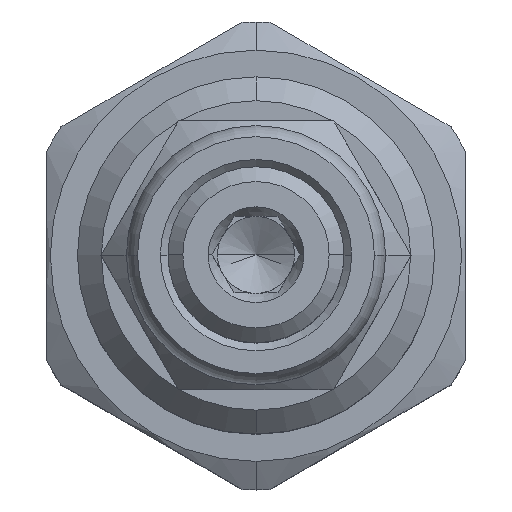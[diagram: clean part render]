
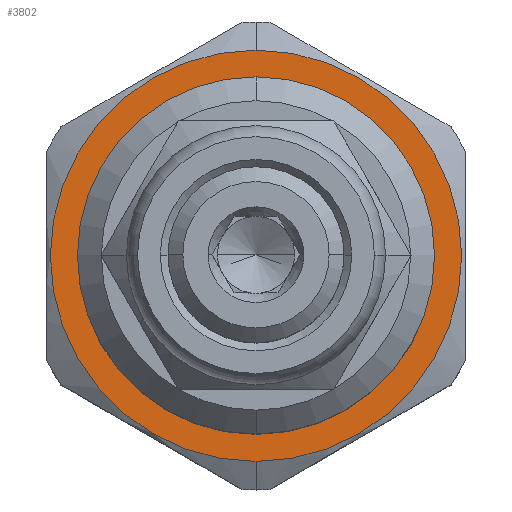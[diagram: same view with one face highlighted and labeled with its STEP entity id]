
A CAD part, top view. The second image highlights one B-rep face of the part: STEP entity #3802.
In plain terms, the highlighted planar face has unit normal (0, 0, 1).
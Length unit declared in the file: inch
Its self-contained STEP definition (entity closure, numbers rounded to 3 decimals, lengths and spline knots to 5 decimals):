
#1138=CARTESIAN_POINT('',(0.,0.,2.246));
#1139=DIRECTION('',(0.,0.,1.));
#1140=DIRECTION('',(0.,-1.,0.));
#1141=AXIS2_PLACEMENT_3D('',#1138,#1139,#1140);
#1143=CARTESIAN_POINT('',(0.,0.,2.246));
#1144=DIRECTION('',(0.,0.,-1.));
#1145=DIRECTION('',(0.,-1.,0.));
#1146=AXIS2_PLACEMENT_3D('',#1143,#1144,#1145);
#1152=CARTESIAN_POINT('',(0.,0.,2.246));
#1153=DIRECTION('',(0.,0.,-1.));
#1154=DIRECTION('',(0.,-1.,0.));
#1155=AXIS2_PLACEMENT_3D('',#1152,#1153,#1154);
#1346=CARTESIAN_POINT('',(0.,0.,2.246));
#1347=DIRECTION('',(0.,0.,1.));
#1348=DIRECTION('',(0.,-1.,0.));
#1349=AXIS2_PLACEMENT_3D('',#1346,#1347,#1348);
#2207=CARTESIAN_POINT('',(0.,-0.43,2.246));
#2209=VERTEX_POINT('',#2207);
#2215=CARTESIAN_POINT('',(0.,0.43,2.246));
#2217=VERTEX_POINT('',#2215);
#2223=CARTESIAN_POINT('',(0.,-0.3735,2.246));
#2224=CARTESIAN_POINT('',(0.,0.3735,2.246));
#2225=VERTEX_POINT('',#2223);
#2226=VERTEX_POINT('',#2224);
#3787=CARTESIAN_POINT('',(0.,0.,2.246));
#3788=DIRECTION('',(0.,0.,1.));
#3789=DIRECTION('',(0.,-1.,0.));
#3790=AXIS2_PLACEMENT_3D('',#3787,#3788,#3789);
#3791=PLANE('',#3790);
#3793=ORIENTED_EDGE('',*,*,#3792,.T.);
#3795=ORIENTED_EDGE('',*,*,#3794,.F.);
#3796=EDGE_LOOP('',(#3793,#3795));
#3797=FACE_OUTER_BOUND('',#3796,.F.);
#3798=ORIENTED_EDGE('',*,*,#3752,.T.);
#3799=ORIENTED_EDGE('',*,*,#3780,.F.);
#3800=EDGE_LOOP('',(#3798,#3799));
#3801=FACE_BOUND('',#3800,.F.);
#3802=ADVANCED_FACE('',(#3797,#3801),#3791,.T.);
#1142=CIRCLE('',#1141,0.3735);
#1147=CIRCLE('',#1146,0.3735);
#1156=CIRCLE('',#1155,0.43);
#1350=CIRCLE('',#1349,0.43);
#3752=EDGE_CURVE('',#2225,#2226,#1142,.T.);
#3780=EDGE_CURVE('',#2225,#2226,#1147,.T.);
#3792=EDGE_CURVE('',#2209,#2217,#1156,.T.);
#3794=EDGE_CURVE('',#2209,#2217,#1350,.T.);
